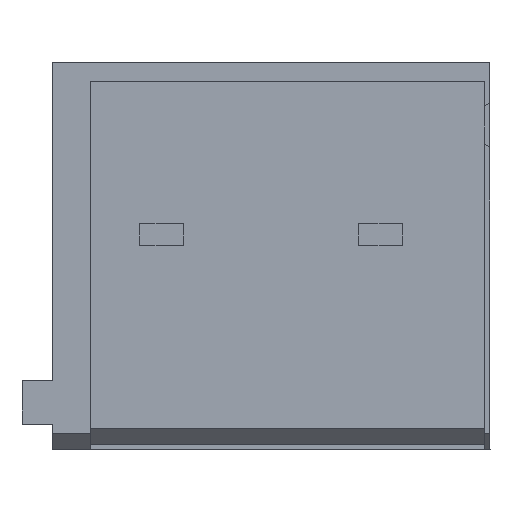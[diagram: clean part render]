
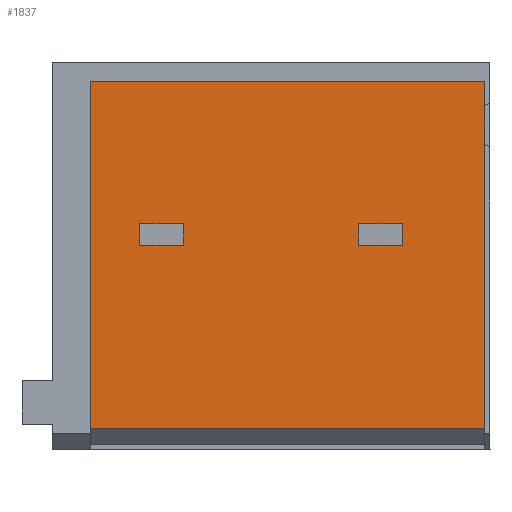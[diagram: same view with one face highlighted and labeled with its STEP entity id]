
A CAD part, front view. The second image highlights one B-rep face of the part: STEP entity #1837.
In plain terms, the highlighted planar face has unit normal (0, -1, 0).
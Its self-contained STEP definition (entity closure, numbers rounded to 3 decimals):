
#42=FACE_BOUND('',#256,.T.);
#43=FACE_BOUND('',#257,.T.);
#153=FACE_OUTER_BOUND('',#255,.T.);
#255=EDGE_LOOP('',(#1408,#1409,#1410,#1411,#1412,#1413));
#256=EDGE_LOOP('',(#1414,#1415,#1416,#1417));
#257=EDGE_LOOP('',(#1418,#1419,#1420,#1421));
#388=LINE('',#2799,#588);
#391=LINE('',#2804,#591);
#393=LINE('',#2808,#593);
#395=LINE('',#2811,#595);
#397=LINE('',#2816,#597);
#400=LINE('',#2821,#600);
#402=LINE('',#2825,#602);
#403=LINE('',#2827,#603);
#412=LINE('',#3234,#612);
#415=LINE('',#3239,#615);
#416=LINE('',#3241,#616);
#417=LINE('',#3243,#617);
#418=LINE('',#3245,#618);
#419=LINE('',#3246,#619);
#588=VECTOR('',#2272,1.016);
#591=VECTOR('',#2277,0.508);
#593=VECTOR('',#2281,1.016);
#595=VECTOR('',#2285,0.508);
#597=VECTOR('',#2289,1.016);
#600=VECTOR('',#2294,0.508);
#602=VECTOR('',#2298,1.016);
#603=VECTOR('',#2301,0.508);
#612=VECTOR('',#2366,9.144);
#615=VECTOR('',#2371,5.842);
#616=VECTOR('',#2372,0.508);
#617=VECTOR('',#2373,0.762);
#618=VECTOR('',#2374,9.144);
#619=VECTOR('',#2375,7.112);
#798=VERTEX_POINT('',#2797);
#799=VERTEX_POINT('',#2798);
#800=VERTEX_POINT('',#2803);
#801=VERTEX_POINT('',#2807);
#802=VERTEX_POINT('',#2813);
#803=VERTEX_POINT('',#2815);
#804=VERTEX_POINT('',#2819);
#805=VERTEX_POINT('',#2823);
#828=VERTEX_POINT('',#3232);
#829=VERTEX_POINT('',#3233);
#830=VERTEX_POINT('',#3238);
#831=VERTEX_POINT('',#3240);
#832=VERTEX_POINT('',#3242);
#833=VERTEX_POINT('',#3244);
#994=EDGE_CURVE('',#798,#799,#388,.T.);
#997=EDGE_CURVE('',#800,#799,#391,.T.);
#999=EDGE_CURVE('',#801,#800,#393,.T.);
#1001=EDGE_CURVE('',#801,#798,#395,.T.);
#1003=EDGE_CURVE('',#802,#803,#397,.T.);
#1006=EDGE_CURVE('',#804,#803,#400,.T.);
#1008=EDGE_CURVE('',#805,#804,#402,.T.);
#1009=EDGE_CURVE('',#805,#802,#403,.T.);
#1044=EDGE_CURVE('',#828,#829,#412,.T.);
#1047=EDGE_CURVE('',#829,#830,#415,.T.);
#1048=EDGE_CURVE('',#831,#830,#416,.T.);
#1049=EDGE_CURVE('',#831,#832,#417,.T.);
#1050=EDGE_CURVE('',#832,#833,#418,.T.);
#1051=EDGE_CURVE('',#833,#828,#419,.T.);
#1408=ORIENTED_EDGE('',*,*,#1047,.T.);
#1409=ORIENTED_EDGE('',*,*,#1048,.F.);
#1410=ORIENTED_EDGE('',*,*,#1049,.T.);
#1411=ORIENTED_EDGE('',*,*,#1050,.T.);
#1412=ORIENTED_EDGE('',*,*,#1051,.T.);
#1413=ORIENTED_EDGE('',*,*,#1044,.T.);
#1414=ORIENTED_EDGE('',*,*,#1009,.F.);
#1415=ORIENTED_EDGE('',*,*,#1008,.T.);
#1416=ORIENTED_EDGE('',*,*,#1006,.T.);
#1417=ORIENTED_EDGE('',*,*,#1003,.F.);
#1418=ORIENTED_EDGE('',*,*,#1001,.F.);
#1419=ORIENTED_EDGE('',*,*,#999,.T.);
#1420=ORIENTED_EDGE('',*,*,#997,.T.);
#1421=ORIENTED_EDGE('',*,*,#994,.F.);
#1701=PLANE('',#2001);
#1837=ADVANCED_FACE('',(#153,#42,#43),#1701,.T.);
#2001=AXIS2_PLACEMENT_3D('',#3237,#2369,#2370);
#2272=DIRECTION('',(1.,0.,0.));
#2277=DIRECTION('',(0.,0.,-1.));
#2281=DIRECTION('',(1.,0.,0.));
#2285=DIRECTION('',(0.,0.,-1.));
#2289=DIRECTION('',(1.,0.,0.));
#2294=DIRECTION('',(0.,0.,-1.));
#2298=DIRECTION('',(1.,0.,0.));
#2301=DIRECTION('',(0.,0.,-1.));
#2366=DIRECTION('',(1.,0.,0.));
#2369=DIRECTION('center_axis',(0.,-1.,0.));
#2370=DIRECTION('ref_axis',(0.,0.,-1.));
#2371=DIRECTION('',(0.,0.,1.));
#2372=DIRECTION('',(0.,0.,-1.));
#2373=DIRECTION('',(0.,0.,1.));
#2374=DIRECTION('',(-1.,0.,0.));
#2375=DIRECTION('',(0.,0.,-1.));
#2797=CARTESIAN_POINT('',(2.032,0.127,0.246));
#2798=CARTESIAN_POINT('',(3.048,0.127,0.246));
#2799=CARTESIAN_POINT('',(2.032,0.127,0.246));
#2803=CARTESIAN_POINT('',(3.048,0.127,0.754));
#2804=CARTESIAN_POINT('',(3.048,0.127,0.754));
#2807=CARTESIAN_POINT('',(2.032,0.127,0.754));
#2808=CARTESIAN_POINT('',(2.032,0.127,0.754));
#2811=CARTESIAN_POINT('',(2.032,0.127,0.754));
#2813=CARTESIAN_POINT('',(-3.048,0.127,0.246));
#2815=CARTESIAN_POINT('',(-2.032,0.127,0.246));
#2816=CARTESIAN_POINT('',(-3.048,0.127,0.246));
#2819=CARTESIAN_POINT('',(-2.032,0.127,0.754));
#2821=CARTESIAN_POINT('',(-2.032,0.127,0.754));
#2823=CARTESIAN_POINT('',(-3.048,0.127,0.754));
#2825=CARTESIAN_POINT('',(-3.048,0.127,0.754));
#2827=CARTESIAN_POINT('',(-3.048,0.127,0.754));
#3232=CARTESIAN_POINT('',(-4.191,0.127,-3.992));
#3233=CARTESIAN_POINT('',(4.953,0.127,-3.992));
#3234=CARTESIAN_POINT('',(-4.191,0.127,-3.992));
#3237=CARTESIAN_POINT('Origin',(-4.699,0.127,-4.5));
#3238=CARTESIAN_POINT('',(4.953,0.127,2.595));
#3239=CARTESIAN_POINT('',(4.953,0.127,-3.992));
#3240=CARTESIAN_POINT('',(4.953,0.127,3.484));
#3241=CARTESIAN_POINT('',(4.953,0.127,3.294));
#3242=CARTESIAN_POINT('',(4.953,0.127,4.056));
#3243=CARTESIAN_POINT('',(4.953,0.127,3.294));
#3244=CARTESIAN_POINT('',(-4.191,0.127,4.056));
#3245=CARTESIAN_POINT('',(4.953,0.127,4.056));
#3246=CARTESIAN_POINT('',(-4.191,0.127,3.12));
